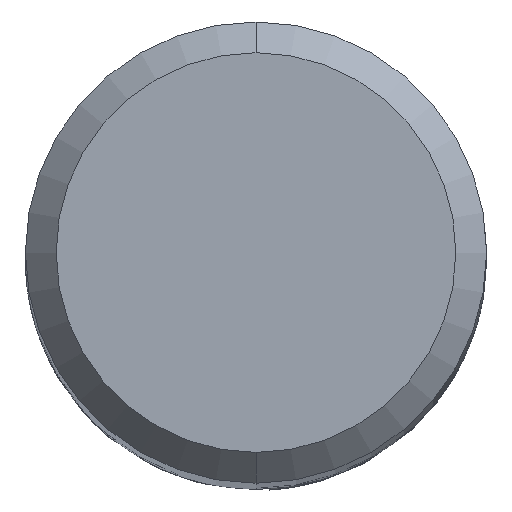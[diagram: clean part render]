
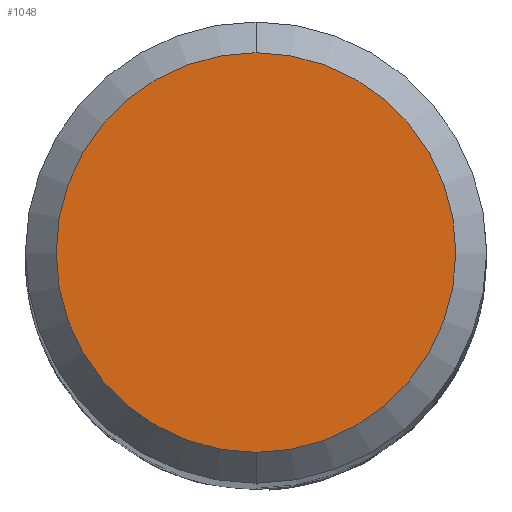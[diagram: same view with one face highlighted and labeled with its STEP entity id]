
A CAD part, top view. The second image highlights one B-rep face of the part: STEP entity #1048.
In plain terms, the highlighted planar face has unit normal (0, 0, 1).
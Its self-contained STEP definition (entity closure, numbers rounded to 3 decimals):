
#550=VERTEX_POINT('',#1400);
#726=VERTEX_POINT('',#1590);
#824=EDGE_CURVE('',#726,#550,#1700,.T.);
#1048=ADVANCED_FACE('',(#1948),#1949,.T.);
#1056=EDGE_CURVE('',#550,#726,#1957,.T.);
#1400=CARTESIAN_POINT('',(0.,-2.6,0.0));
#1590=CARTESIAN_POINT('',(0.0,2.6,0.0));
#1700=CIRCLE('',#5576,2.6);
#1948=FACE_OUTER_BOUND('',#7171,.T.);
#1949=PLANE('',#7172);
#1957=CIRCLE('',#7187,2.6);
#5576=AXIS2_PLACEMENT_3D('',#9344,#9345,#9346);
#7171=EDGE_LOOP('',(#9661,#9662));
#7172=AXIS2_PLACEMENT_3D('',#9663,#9664,#9665);
#7187=AXIS2_PLACEMENT_3D('',#9667,#9668,#9669);
#9344=CARTESIAN_POINT('',(0.0,0.0,0.0));
#9345=DIRECTION('',(0.0,0.0,-1.0));
#9346=DIRECTION('',(0.0,1.0,0.0));
#9661=ORIENTED_EDGE('',*,*,#824,.F.);
#9662=ORIENTED_EDGE('',*,*,#1056,.F.);
#9663=CARTESIAN_POINT('',(0.0,1.3,0.0));
#9664=DIRECTION('',(-0.0,0.0,1.0));
#9665=DIRECTION('',(0.0,-1.0,0.0));
#9667=CARTESIAN_POINT('',(0.0,0.0,0.0));
#9668=DIRECTION('',(0.0,0.0,-1.0));
#9669=DIRECTION('',(0.0,1.0,0.0));
